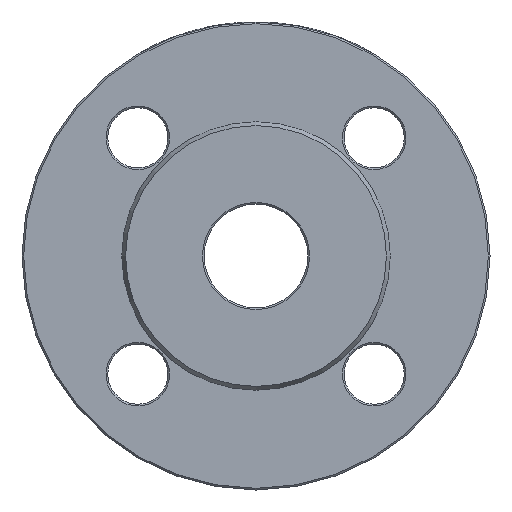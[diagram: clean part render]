
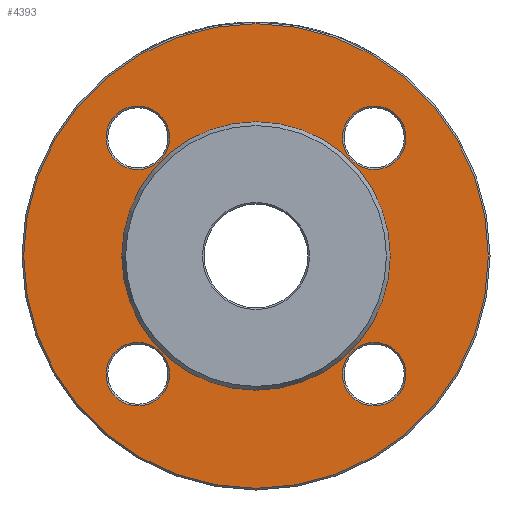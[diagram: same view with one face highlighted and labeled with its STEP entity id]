
A CAD part, left-side view. The second image highlights one B-rep face of the part: STEP entity #4393.
In plain terms, the highlighted planar face has unit normal (-1, 0, 0).
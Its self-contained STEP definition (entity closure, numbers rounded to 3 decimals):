
#16 = AXIS2_PLACEMENT_3D ( 'NONE', #380, #7102, #7134 ) ;
#31 = ORIENTED_EDGE ( 'NONE', *, *, #1757, .F. ) ;
#90 = EDGE_CURVE ( 'NONE', #1711, #1711, #6410, .T. ) ;
#321 = ORIENTED_EDGE ( 'NONE', *, *, #688, .T. ) ;
#380 = CARTESIAN_POINT ( 'NONE',  ( 2., 35.355, 35.355 ) ) ;
#502 = VERTEX_POINT ( 'NONE', #2753 ) ;
#540 = VERTEX_POINT ( 'NONE', #2789 ) ;
#565 = DIRECTION ( 'NONE',  ( 0., 0., -1. ) ) ;
#573 = CARTESIAN_POINT ( 'NONE',  ( 2., 35.355, -35.355 ) ) ;
#593 = AXIS2_PLACEMENT_3D ( 'NONE', #3858, #1022, #4351 ) ;
#621 = DIRECTION ( 'NONE',  ( 0., 0., 1. ) ) ;
#643 = CARTESIAN_POINT ( 'NONE',  ( 2., -35.355, -35.355 ) ) ;
#688 = EDGE_CURVE ( 'NONE', #4415, #4415, #2202, .T. ) ;
#904 = AXIS2_PLACEMENT_3D ( 'NONE', #573, #2673, #6058 ) ;
#957 = FACE_BOUND ( 'NONE', #4170, .T. ) ;
#1022 = DIRECTION ( 'NONE',  ( 1., 0., 0. ) ) ;
#1306 = ORIENTED_EDGE ( 'NONE', *, *, #2613, .T. ) ;
#1609 = CARTESIAN_POINT ( 'NONE',  ( 2., 0., 40.155 ) ) ;
#1646 = CARTESIAN_POINT ( 'NONE',  ( 2., 44.855, 35.355 ) ) ;
#1711 = VERTEX_POINT ( 'NONE', #2714 ) ;
#1757 = EDGE_CURVE ( 'NONE', #7290, #7290, #3233, .T. ) ;
#1826 = AXIS2_PLACEMENT_3D ( 'NONE', #643, #4591, #6844 ) ;
#1913 = ORIENTED_EDGE ( 'NONE', *, *, #3192, .T. ) ;
#1994 = DIRECTION ( 'NONE',  ( 0., 0., -1. ) ) ;
#2202 = CIRCLE ( 'NONE', #4206, 69.5 ) ;
#2424 = CARTESIAN_POINT ( 'NONE',  ( 2., 0., 0. ) ) ;
#2585 = FACE_BOUND ( 'NONE', #3618, .T. ) ;
#2608 = FACE_BOUND ( 'NONE', #4628, .T. ) ;
#2613 = EDGE_CURVE ( 'NONE', #502, #502, #5731, .T. ) ;
#2673 = DIRECTION ( 'NONE',  ( 1., 0., 0. ) ) ;
#2714 = CARTESIAN_POINT ( 'NONE',  ( 2., -44.855, -35.355 ) ) ;
#2753 = CARTESIAN_POINT ( 'NONE',  ( 2., 35.355, -44.855 ) ) ;
#2789 = CARTESIAN_POINT ( 'NONE',  ( 2., -35.355, 44.855 ) ) ;
#3087 = PLANE ( 'NONE',  #7270 ) ;
#3192 = EDGE_CURVE ( 'NONE', #4988, #4988, #5652, .T. ) ;
#3195 = FACE_OUTER_BOUND ( 'NONE', #3764, .T. ) ;
#3208 = EDGE_LOOP ( 'NONE', ( #1306 ) ) ;
#3233 = CIRCLE ( 'NONE', #5822, 40.155 ) ;
#3261 = CARTESIAN_POINT ( 'NONE',  ( 2., 0., -69.5 ) ) ;
#3458 = DIRECTION ( 'NONE',  ( -1., 0., 0. ) ) ;
#3618 = EDGE_LOOP ( 'NONE', ( #31 ) ) ;
#3647 = CIRCLE ( 'NONE', #593, 9.5 ) ;
#3760 = EDGE_CURVE ( 'NONE', #540, #540, #3647, .T. ) ;
#3764 = EDGE_LOOP ( 'NONE', ( #321 ) ) ;
#3858 = CARTESIAN_POINT ( 'NONE',  ( 2., -35.355, 35.355 ) ) ;
#4170 = EDGE_LOOP ( 'NONE', ( #1913 ) ) ;
#4206 = AXIS2_PLACEMENT_3D ( 'NONE', #4615, #5605, #565 ) ;
#4315 = FACE_BOUND ( 'NONE', #5751, .T. ) ;
#4351 = DIRECTION ( 'NONE',  ( 0., 0., 1. ) ) ;
#4393 = ADVANCED_FACE ( 'NONE', ( #2608, #4315, #957, #5372, #3195, #2585 ), #3087, .F. ) ;
#4415 = VERTEX_POINT ( 'NONE', #3261 ) ;
#4591 = DIRECTION ( 'NONE',  ( 1., 0., 0. ) ) ;
#4615 = CARTESIAN_POINT ( 'NONE',  ( 2., 0., 0. ) ) ;
#4628 = EDGE_LOOP ( 'NONE', ( #5856 ) ) ;
#4786 = DIRECTION ( 'NONE',  ( 1., 0., 0. ) ) ;
#4988 = VERTEX_POINT ( 'NONE', #1646 ) ;
#5345 = ORIENTED_EDGE ( 'NONE', *, *, #3760, .T. ) ;
#5372 = FACE_BOUND ( 'NONE', #3208, .T. ) ;
#5605 = DIRECTION ( 'NONE',  ( -1., 0., 0. ) ) ;
#5652 = CIRCLE ( 'NONE', #16, 9.5 ) ;
#5731 = CIRCLE ( 'NONE', #904, 9.5 ) ;
#5751 = EDGE_LOOP ( 'NONE', ( #5345 ) ) ;
#5822 = AXIS2_PLACEMENT_3D ( 'NONE', #2424, #3458, #621 ) ;
#5856 = ORIENTED_EDGE ( 'NONE', *, *, #90, .T. ) ;
#6058 = DIRECTION ( 'NONE',  ( 0., 0., -1. ) ) ;
#6410 = CIRCLE ( 'NONE', #1826, 9.5 ) ;
#6844 = DIRECTION ( 'NONE',  ( 0., -1., 0. ) ) ;
#7053 = CARTESIAN_POINT ( 'NONE',  ( 2., 40.155, 0. ) ) ;
#7102 = DIRECTION ( 'NONE',  ( 1., 0., 0. ) ) ;
#7134 = DIRECTION ( 'NONE',  ( 0., 1., 0. ) ) ;
#7270 = AXIS2_PLACEMENT_3D ( 'NONE', #7053, #4786, #1994 ) ;
#7290 = VERTEX_POINT ( 'NONE', #1609 ) ;
